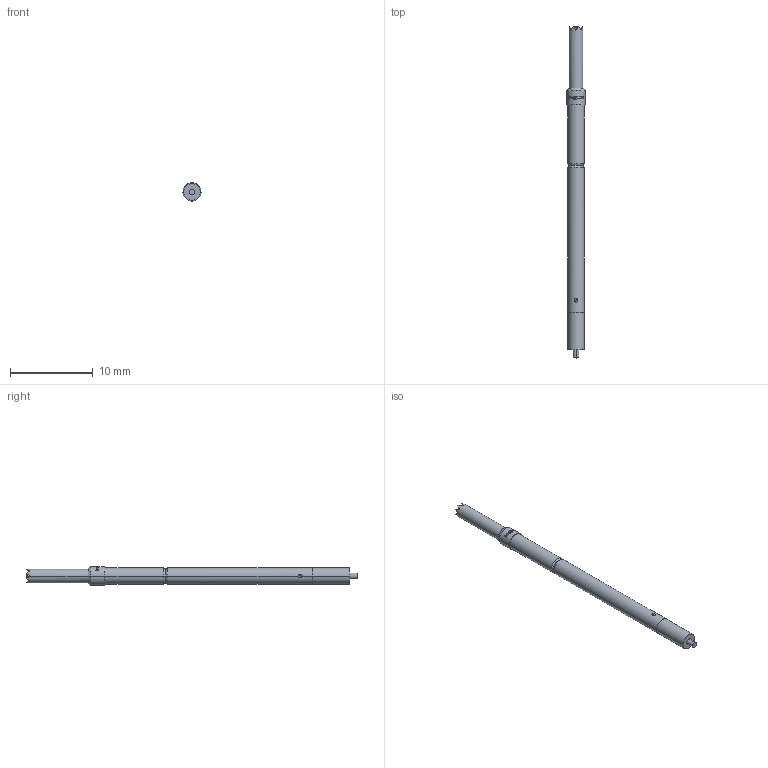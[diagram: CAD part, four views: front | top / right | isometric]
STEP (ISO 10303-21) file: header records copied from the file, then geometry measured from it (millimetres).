
FILE_DESCRIPTION (( 'STEP AP203' ), '1' );
FILE_NAME ('INGUN_HFS-010_354_050_A_xx06_A.STEP', '2022-04-20T09:31:00', ( 'ochi' ), ( '' ), 'SwSTEP 2.0', 'SolidWorks 2018', '' );
FILE_SCHEMA (( 'CONFIG_CONTROL_DESIGN' ));
Length unit declared in the file: millimetre
Products named in the file (1): INGUN_HFS-010_354_050_A_xx06_A
Bounding box: 2.2 x 40 x 2.2 mm (x, y, z)
Volume: 114.9 mm3; surface area: 249.4 mm2
Topology: 1 solids, 1 shells, 131 faces, 320 edges, 205 vertices
Faces by surface type: plane 58, bspline 37, cylinder 22, cone 10, torus 4
Entity records: 5799 total; most frequent: CARTESIAN_POINT 3216, ORIENTED_EDGE 640, DIRECTION 330, EDGE_CURVE 320, VERTEX_POINT 205, B_SPLINE_CURVE_WITH_KNOTS 192, AXIS2_PLACEMENT_3D 147, EDGE_LOOP 145
